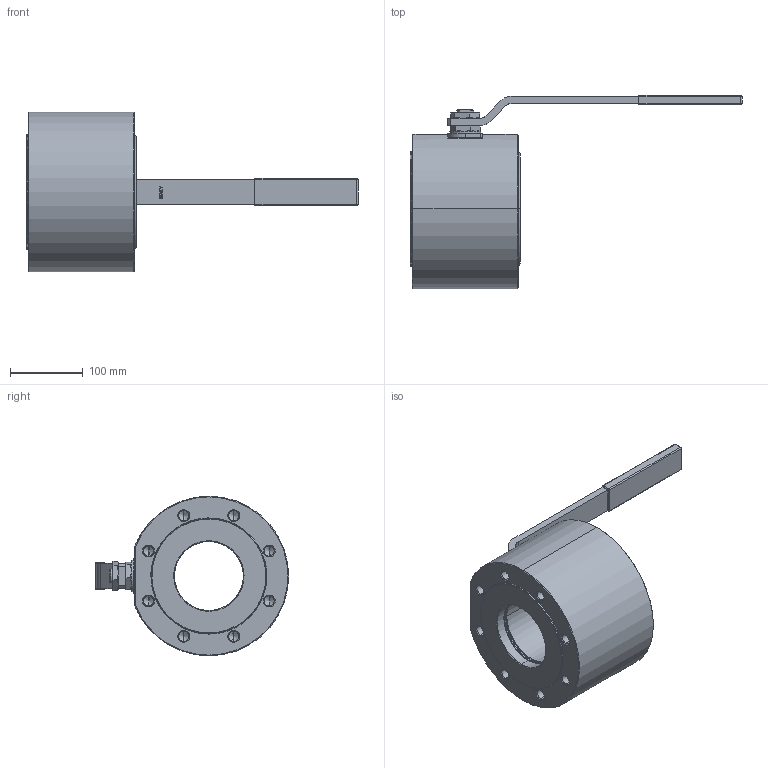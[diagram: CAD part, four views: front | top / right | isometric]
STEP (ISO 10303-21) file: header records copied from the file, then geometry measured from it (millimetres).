
FILE_DESCRIPTION (( 'STEP AP203' ), '1' );
FILE_NAME ('72200018.STEP', '2009-10-22T15:43:53', ( '.' ), ( '.' ), 'SwSTEP 2.0', 'SolidWorks 2008', '' );
FILE_SCHEMA (( 'CONFIG_CONTROL_DESIGN' ));
Length unit declared in the file: millimetre
Products named in the file (1): 72200018
Bounding box: 457.5 x 266.5 x 220 mm (x, y, z)
Volume: 4455949 mm3; surface area: 426188.4 mm2
Topology: 1 solids, 1 shells, 509 faces, 1286 edges, 756 vertices
Faces by surface type: cone 173, plane 143, cylinder 131, bspline 56, torus 6
Entity records: 20408 total; most frequent: CARTESIAN_POINT 8688, ORIENTED_EDGE 2472, DIRECTION 2419, EDGE_CURVE 1236, AXIS2_PLACEMENT_3D 927, VERTEX_POINT 756, VECTOR 565, LINE 565
